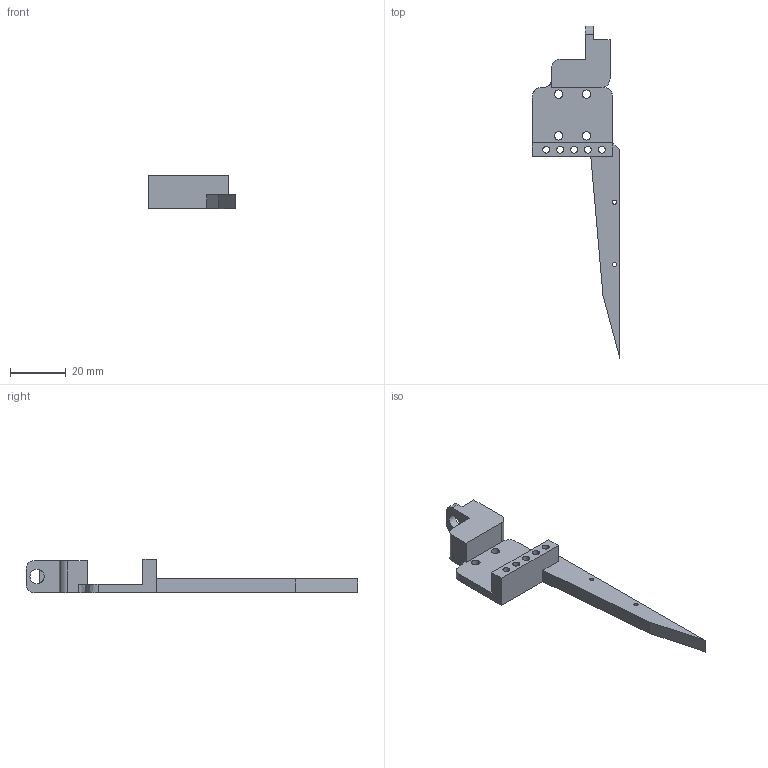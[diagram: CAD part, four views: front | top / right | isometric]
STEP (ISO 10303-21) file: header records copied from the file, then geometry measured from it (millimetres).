
FILE_DESCRIPTION (( 'STEP AP203' ), '1' );
FILE_NAME ('標芛陔遴萇雄1.STEP', '2025-05-30T01:28:52', ( '' ), ( '' ), 'SwSTEP 2.0', 'SolidWorks 2020', '' );
FILE_SCHEMA (( 'CONFIG_CONTROL_DESIGN' ));
Length unit declared in the file: millimetre
Products named in the file (1): 標芛陔遴萇雄1
Bounding box: 31.4 x 119.39 x 12 mm (x, y, z)
Volume: 8167.9 mm3; surface area: 6087.4 mm2
Topology: 1 solids, 1 shells, 61 faces, 173 edges, 114 vertices
Faces by surface type: cylinder 30, plane 28, bspline 3
Entity records: 2157 total; most frequent: CARTESIAN_POINT 417, ORIENTED_EDGE 346, DIRECTION 341, EDGE_CURVE 173, AXIS2_PLACEMENT_3D 121, VERTEX_POINT 114, LINE 99, VECTOR 99
